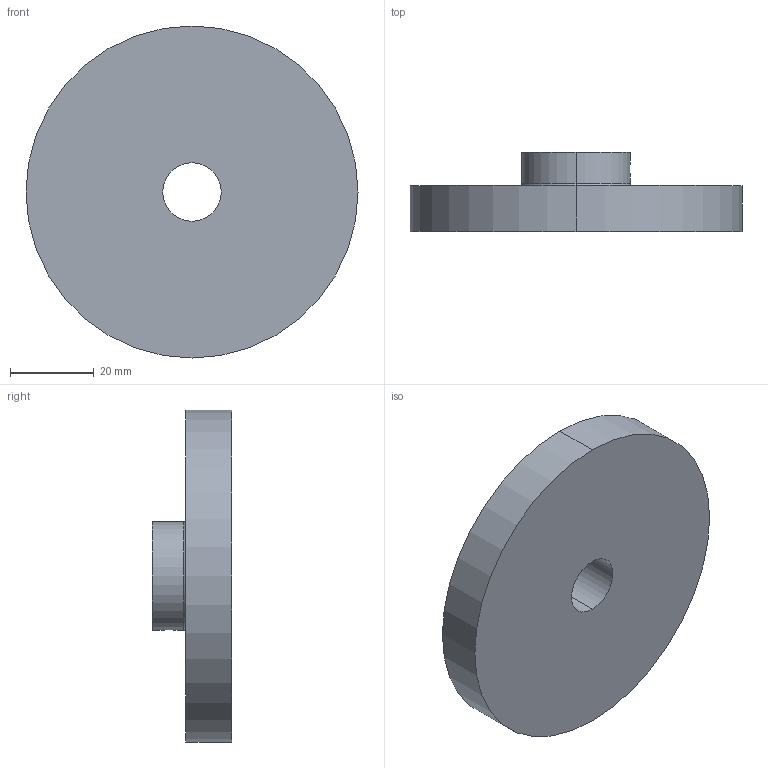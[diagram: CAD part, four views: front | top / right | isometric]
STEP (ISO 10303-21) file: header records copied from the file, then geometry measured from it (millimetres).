
FILE_DESCRIPTION (( 'STEP AP214' ), '1' );
FILE_NAME ('D9CL14F.STEP', '2014-02-19T12:36:08', ( 'j' ), ( '' ), 'SwSTEP 2.0', 'SolidWorks 2011', '' );
FILE_SCHEMA (( 'AUTOMOTIVE_DESIGN' ));
Length unit declared in the file: millimetre
Products named in the file (1): D9CL14F
Bounding box: 79.5 x 19 x 79.5 mm (x, y, z)
Volume: 55827 mm3; surface area: 13930 mm2
Topology: 1 solids, 1 shells, 15 faces, 40 edges, 26 vertices
Faces by surface type: cylinder 10, plane 3, torus 2
Entity records: 756 total; most frequent: CARTESIAN_POINT 298, ORIENTED_EDGE 80, DIRECTION 76, EDGE_CURVE 40, AXIS2_PLACEMENT_3D 32, VERTEX_POINT 26, EDGE_LOOP 20, CIRCLE 16
